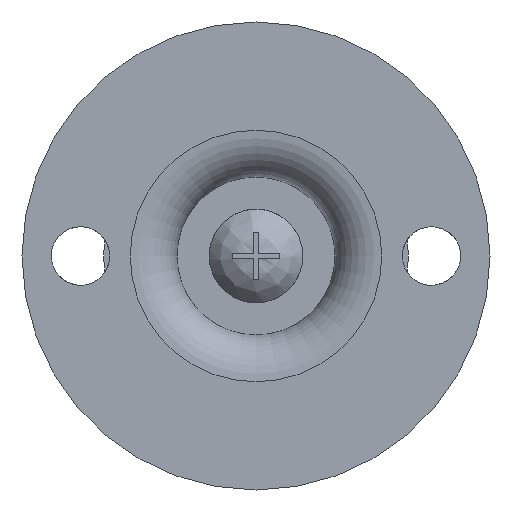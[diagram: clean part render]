
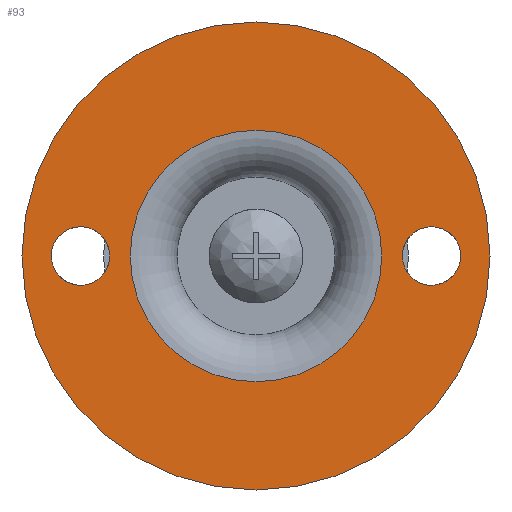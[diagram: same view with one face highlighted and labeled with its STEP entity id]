
A CAD part, front view. The second image highlights one B-rep face of the part: STEP entity #93.
In plain terms, the highlighted planar face has unit normal (0, -1, 0).
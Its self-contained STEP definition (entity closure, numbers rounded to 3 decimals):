
#93 = ADVANCED_FACE( '', ( #220, #221, #222, #223 ), #224, .F. );
#220 = FACE_BOUND( '', #391, .T. );
#221 = FACE_BOUND( '', #392, .T. );
#222 = FACE_OUTER_BOUND( '', #393, .T. );
#223 = FACE_BOUND( '', #394, .T. );
#224 = PLANE( '', #395 );
#391 = EDGE_LOOP( '', ( #643 ) );
#392 = EDGE_LOOP( '', ( #644 ) );
#393 = EDGE_LOOP( '', ( #645 ) );
#394 = EDGE_LOOP( '', ( #646 ) );
#395 = AXIS2_PLACEMENT_3D( '', #647, #648, #649 );
#643 = ORIENTED_EDGE( '', *, *, #1001, .F. );
#644 = ORIENTED_EDGE( '', *, *, #969, .F. );
#645 = ORIENTED_EDGE( '', *, *, #1002, .T. );
#646 = ORIENTED_EDGE( '', *, *, #1003, .T. );
#647 = CARTESIAN_POINT( '', ( 20., 0., 0. ) );
#648 = DIRECTION( '', ( 0., 1., 0. ) );
#649 = DIRECTION( '', ( 0., 0., 1. ) );
#969 = EDGE_CURVE( '', #1132, #1132, #1133, .F. );
#1001 = EDGE_CURVE( '', #1186, #1186, #1187, .T. );
#1002 = EDGE_CURVE( '', #1188, #1188, #1189, .T. );
#1003 = EDGE_CURVE( '', #1190, #1190, #1191, .T. );
#1132 = VERTEX_POINT( '', #1372 );
#1133 = CIRCLE( '', #1373, 2.5 );
#1186 = VERTEX_POINT( '', #1468 );
#1187 = CIRCLE( '', #1469, 10.75 );
#1188 = VERTEX_POINT( '', #1470 );
#1189 = CIRCLE( '', #1471, 20. );
#1190 = VERTEX_POINT( '', #1472 );
#1191 = CIRCLE( '', #1473, 2.5 );
#1372 = CARTESIAN_POINT( '', ( 15., 0., 2.5 ) );
#1373 = AXIS2_PLACEMENT_3D( '', #1736, #1737, #1738 );
#1468 = CARTESIAN_POINT( '', ( 0., 0., -10.75 ) );
#1469 = AXIS2_PLACEMENT_3D( '', #1761, #1762, #1763 );
#1470 = CARTESIAN_POINT( '', ( 0., 0., -20. ) );
#1471 = AXIS2_PLACEMENT_3D( '', #1764, #1765, #1766 );
#1472 = CARTESIAN_POINT( '', ( -12.5, 0., 0. ) );
#1473 = AXIS2_PLACEMENT_3D( '', #1767, #1768, #1769 );
#1736 = CARTESIAN_POINT( '', ( 15., 0., 0. ) );
#1737 = DIRECTION( '', ( 0., 1., 0. ) );
#1738 = DIRECTION( '', ( 0., 0., 1. ) );
#1761 = CARTESIAN_POINT( '', ( 0., 0., 0. ) );
#1762 = DIRECTION( '', ( 0., -1., 0. ) );
#1763 = DIRECTION( '', ( 0., 0., -1. ) );
#1764 = CARTESIAN_POINT( '', ( 0., 0., 0. ) );
#1765 = DIRECTION( '', ( 0., -1., 0. ) );
#1766 = DIRECTION( '', ( 0., 0., -1. ) );
#1767 = CARTESIAN_POINT( '', ( -15., 0., 0. ) );
#1768 = DIRECTION( '', ( 0., 1., 0. ) );
#1769 = DIRECTION( '', ( 1., 0., 0. ) );
